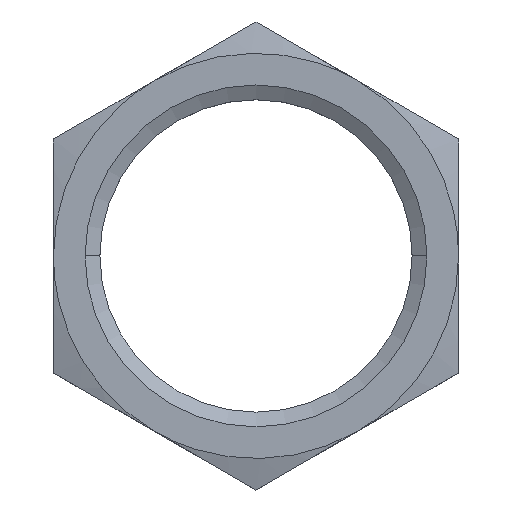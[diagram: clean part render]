
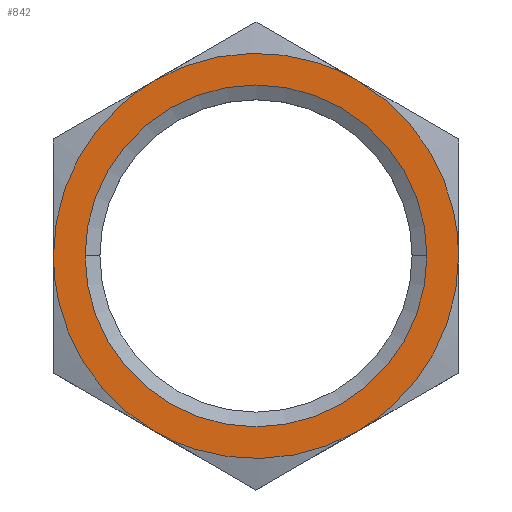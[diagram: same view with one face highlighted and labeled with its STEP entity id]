
A CAD part, top view. The second image highlights one B-rep face of the part: STEP entity #842.
In plain terms, the highlighted planar face has unit normal (0, 0, 1).
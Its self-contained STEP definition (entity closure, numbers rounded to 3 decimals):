
#275=AXIS2_PLACEMENT_3D('Circle Axis2P3D',#273,#274,$) ;
#730=AXIS2_PLACEMENT_3D('Circle Axis2P3D',#728,#729,$) ;
#744=AXIS2_PLACEMENT_3D('Plane Axis2P3D',#741,#742,#743) ;
#270=CARTESIAN_POINT('Vertex',(1.875,13.856,4.7)) ;
#273=CARTESIAN_POINT('Axis2P3D Location',(12.,13.856,4.7)) ;
#277=CARTESIAN_POINT('Vertex',(22.125,13.856,4.7)) ;
#373=CARTESIAN_POINT('Vertex',(6.,3.464,4.7)) ;
#442=CARTESIAN_POINT('Vertex',(0.,13.856,4.7)) ;
#511=CARTESIAN_POINT('Vertex',(6.,24.248,4.7)) ;
#580=CARTESIAN_POINT('Vertex',(18.,24.248,4.7)) ;
#649=CARTESIAN_POINT('Vertex',(24.,13.856,4.7)) ;
#701=CARTESIAN_POINT('Vertex',(18.,3.464,4.7)) ;
#728=CARTESIAN_POINT('Axis2P3D Location',(12.,13.856,4.7)) ;
#741=CARTESIAN_POINT('Axis2P3D Location',(12.,13.856,4.7)) ;
#747=CARTESIAN_POINT('Control Point',(24.,13.856,4.7)) ;
#748=CARTESIAN_POINT('Control Point',(24.,12.668,4.7)) ;
#749=CARTESIAN_POINT('Control Point',(23.853,11.48,4.7)) ;
#750=CARTESIAN_POINT('Control Point',(23.559,10.316,4.7)) ;
#751=CARTESIAN_POINT('Control Point',(22.689,8.086,4.7)) ;
#752=CARTESIAN_POINT('Control Point',(21.302,6.135,4.7)) ;
#753=CARTESIAN_POINT('Control Point',(20.49,5.251,4.7)) ;
#754=CARTESIAN_POINT('Control Point',(19.472,4.386,4.7)) ;
#755=CARTESIAN_POINT('Control Point',(18.354,3.675,4.7)) ;
#756=CARTESIAN_POINT('Control Point',(18.237,3.603,4.7)) ;
#757=CARTESIAN_POINT('Control Point',(18.119,3.532,4.7)) ;
#758=CARTESIAN_POINT('Control Point',(18.,3.464,4.7)) ;
#761=CARTESIAN_POINT('Control Point',(18.,24.248,4.7)) ;
#762=CARTESIAN_POINT('Control Point',(19.029,23.654,4.7)) ;
#763=CARTESIAN_POINT('Control Point',(19.984,22.933,4.7)) ;
#764=CARTESIAN_POINT('Control Point',(20.845,22.097,4.7)) ;
#765=CARTESIAN_POINT('Control Point',(22.341,20.228,4.7)) ;
#766=CARTESIAN_POINT('Control Point',(23.337,18.051,4.7)) ;
#767=CARTESIAN_POINT('Control Point',(23.698,16.906,4.7)) ;
#768=CARTESIAN_POINT('Control Point',(23.937,15.592,4.7)) ;
#769=CARTESIAN_POINT('Control Point',(23.994,14.268,4.7)) ;
#770=CARTESIAN_POINT('Control Point',(23.998,14.131,4.7)) ;
#771=CARTESIAN_POINT('Control Point',(24.,13.993,4.7)) ;
#772=CARTESIAN_POINT('Control Point',(24.,13.856,4.7)) ;
#775=CARTESIAN_POINT('Control Point',(6.,24.248,4.7)) ;
#776=CARTESIAN_POINT('Control Point',(7.029,24.842,4.7)) ;
#777=CARTESIAN_POINT('Control Point',(8.131,25.309,4.7)) ;
#778=CARTESIAN_POINT('Control Point',(9.286,25.636,4.7)) ;
#779=CARTESIAN_POINT('Control Point',(11.652,25.998,4.7)) ;
#780=CARTESIAN_POINT('Control Point',(14.036,25.772,4.7)) ;
#781=CARTESIAN_POINT('Control Point',(15.207,25.512,4.7)) ;
#782=CARTESIAN_POINT('Control Point',(16.465,25.062,4.7)) ;
#783=CARTESIAN_POINT('Control Point',(17.64,24.449,4.7)) ;
#784=CARTESIAN_POINT('Control Point',(17.761,24.384,4.7)) ;
#785=CARTESIAN_POINT('Control Point',(17.881,24.317,4.7)) ;
#786=CARTESIAN_POINT('Control Point',(18.,24.248,4.7)) ;
#789=CARTESIAN_POINT('Control Point',(0.,13.856,4.7)) ;
#790=CARTESIAN_POINT('Control Point',(0.,15.044,4.7)) ;
#791=CARTESIAN_POINT('Control Point',(0.147,16.232,4.7)) ;
#792=CARTESIAN_POINT('Control Point',(0.441,17.396,4.7)) ;
#793=CARTESIAN_POINT('Control Point',(1.311,19.626,4.7)) ;
#794=CARTESIAN_POINT('Control Point',(2.698,21.577,4.7)) ;
#795=CARTESIAN_POINT('Control Point',(3.51,22.461,4.7)) ;
#796=CARTESIAN_POINT('Control Point',(4.528,23.326,4.7)) ;
#797=CARTESIAN_POINT('Control Point',(5.646,24.037,4.7)) ;
#798=CARTESIAN_POINT('Control Point',(5.763,24.109,4.7)) ;
#799=CARTESIAN_POINT('Control Point',(5.881,24.18,4.7)) ;
#800=CARTESIAN_POINT('Control Point',(6.,24.248,4.7)) ;
#803=CARTESIAN_POINT('Control Point',(6.,3.464,4.7)) ;
#804=CARTESIAN_POINT('Control Point',(4.971,4.058,4.7)) ;
#805=CARTESIAN_POINT('Control Point',(4.016,4.779,4.7)) ;
#806=CARTESIAN_POINT('Control Point',(3.155,5.615,4.7)) ;
#807=CARTESIAN_POINT('Control Point',(1.659,7.484,4.7)) ;
#808=CARTESIAN_POINT('Control Point',(0.663,9.661,4.7)) ;
#809=CARTESIAN_POINT('Control Point',(0.302,10.806,4.7)) ;
#810=CARTESIAN_POINT('Control Point',(0.063,12.12,4.7)) ;
#811=CARTESIAN_POINT('Control Point',(0.006,13.444,4.7)) ;
#812=CARTESIAN_POINT('Control Point',(0.002,13.581,4.7)) ;
#813=CARTESIAN_POINT('Control Point',(0.,13.719,4.7)) ;
#814=CARTESIAN_POINT('Control Point',(0.,13.856,4.7)) ;
#817=CARTESIAN_POINT('Control Point',(18.,3.464,4.7)) ;
#818=CARTESIAN_POINT('Control Point',(16.971,2.87,4.7)) ;
#819=CARTESIAN_POINT('Control Point',(15.869,2.403,4.7)) ;
#820=CARTESIAN_POINT('Control Point',(14.714,2.076,4.7)) ;
#821=CARTESIAN_POINT('Control Point',(12.348,1.714,4.7)) ;
#822=CARTESIAN_POINT('Control Point',(9.964,1.94,4.7)) ;
#823=CARTESIAN_POINT('Control Point',(8.793,2.2,4.7)) ;
#824=CARTESIAN_POINT('Control Point',(7.535,2.65,4.7)) ;
#825=CARTESIAN_POINT('Control Point',(6.36,3.263,4.7)) ;
#826=CARTESIAN_POINT('Control Point',(6.239,3.328,4.7)) ;
#827=CARTESIAN_POINT('Control Point',(6.119,3.395,4.7)) ;
#828=CARTESIAN_POINT('Control Point',(6.,3.464,4.7)) ;
#274=DIRECTION('Axis2P3D Direction',(0.,0.,1.)) ;
#729=DIRECTION('Axis2P3D Direction',(0.,0.,1.)) ;
#742=DIRECTION('Axis2P3D Direction',(0.,0.,1.)) ;
#743=DIRECTION('Axis2P3D XDirection',(1.,0.,0.)) ;
#831=ORIENTED_EDGE('',*,*,#759,.F.) ;
#832=ORIENTED_EDGE('',*,*,#773,.F.) ;
#833=ORIENTED_EDGE('',*,*,#787,.F.) ;
#834=ORIENTED_EDGE('',*,*,#801,.F.) ;
#835=ORIENTED_EDGE('',*,*,#815,.F.) ;
#836=ORIENTED_EDGE('',*,*,#829,.F.) ;
#839=ORIENTED_EDGE('',*,*,#279,.T.) ;
#840=ORIENTED_EDGE('',*,*,#732,.T.) ;
#841=FACE_BOUND('',#838,.T.) ;
#842=ADVANCED_FACE('Schnitt-Rotation1',(#837,#841),#745,.T.) ;
#746=B_SPLINE_CURVE_WITH_KNOTS('',5,(#747,#748,#749,#750,#751,#752,#753,#754,#755,#756,#757,#758),.UNSPECIFIED.,.F.,.U.,(6,3,3,6),(0.,8.42,16.84,17.814),.UNSPECIFIED.) ;
#760=B_SPLINE_CURVE_WITH_KNOTS('',5,(#761,#762,#763,#764,#765,#766,#767,#768,#769,#770,#771,#772),.UNSPECIFIED.,.F.,.U.,(6,3,3,6),(0.,8.42,16.84,17.814),.UNSPECIFIED.) ;
#774=B_SPLINE_CURVE_WITH_KNOTS('',5,(#775,#776,#777,#778,#779,#780,#781,#782,#783,#784,#785,#786),.UNSPECIFIED.,.F.,.U.,(6,3,3,6),(0.,8.42,16.84,17.814),.UNSPECIFIED.) ;
#788=B_SPLINE_CURVE_WITH_KNOTS('',5,(#789,#790,#791,#792,#793,#794,#795,#796,#797,#798,#799,#800),.UNSPECIFIED.,.F.,.U.,(6,3,3,6),(0.,8.42,16.84,17.814),.UNSPECIFIED.) ;
#802=B_SPLINE_CURVE_WITH_KNOTS('',5,(#803,#804,#805,#806,#807,#808,#809,#810,#811,#812,#813,#814),.UNSPECIFIED.,.F.,.U.,(6,3,3,6),(0.,8.42,16.84,17.814),.UNSPECIFIED.) ;
#816=B_SPLINE_CURVE_WITH_KNOTS('',5,(#817,#818,#819,#820,#821,#822,#823,#824,#825,#826,#827,#828),.UNSPECIFIED.,.F.,.U.,(6,3,3,6),(0.,8.42,16.84,17.814),.UNSPECIFIED.) ;
#276=CIRCLE('generated circle',#275,10.125) ;
#731=CIRCLE('generated circle',#730,10.125) ;
#279=EDGE_CURVE('',#278,#271,#276,.F.) ;
#732=EDGE_CURVE('',#271,#278,#731,.F.) ;
#759=EDGE_CURVE('',#650,#702,#746,.T.) ;
#773=EDGE_CURVE('',#581,#650,#760,.T.) ;
#787=EDGE_CURVE('',#512,#581,#774,.T.) ;
#801=EDGE_CURVE('',#443,#512,#788,.T.) ;
#815=EDGE_CURVE('',#374,#443,#802,.T.) ;
#829=EDGE_CURVE('',#702,#374,#816,.T.) ;
#830=EDGE_LOOP('',(#831,#832,#833,#834,#835,#836)) ;
#838=EDGE_LOOP('',(#839,#840)) ;
#837=FACE_OUTER_BOUND('',#830,.T.) ;
#745=PLANE('',#744) ;
#271=VERTEX_POINT('',#270) ;
#278=VERTEX_POINT('',#277) ;
#374=VERTEX_POINT('',#373) ;
#443=VERTEX_POINT('',#442) ;
#512=VERTEX_POINT('',#511) ;
#581=VERTEX_POINT('',#580) ;
#650=VERTEX_POINT('',#649) ;
#702=VERTEX_POINT('',#701) ;
